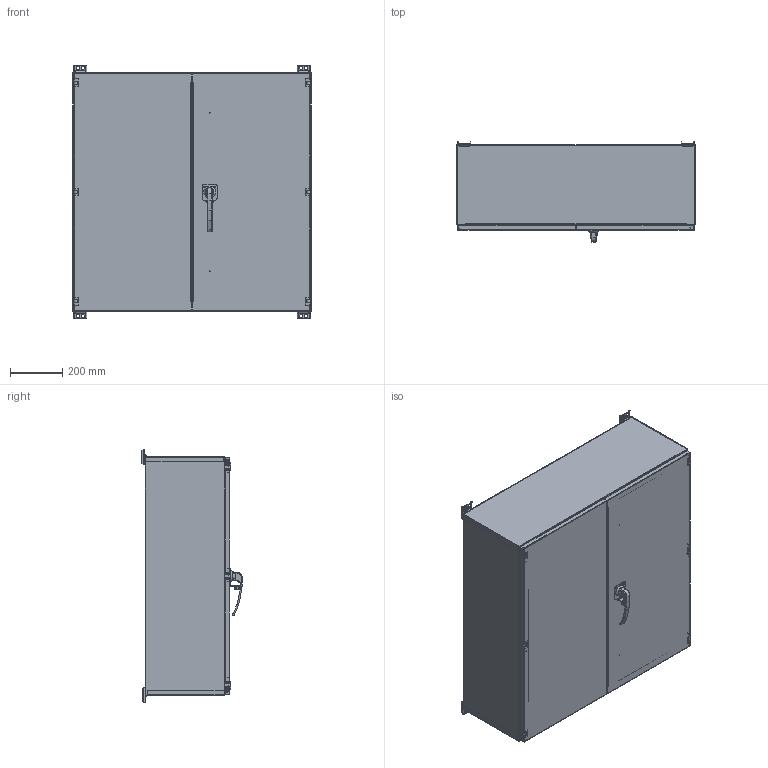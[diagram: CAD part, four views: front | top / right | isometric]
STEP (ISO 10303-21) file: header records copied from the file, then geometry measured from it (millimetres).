
FILE_DESCRIPTION( ( 'Unknown' ), '1' );
FILE_NAME( 'AMC363612.stp', 'Unknown', ( 'Unknown' ), ( 'Unknown' ), 'PSStep 16.0.42', 'Unknown', ' ' );
FILE_SCHEMA( ( 'AUTOMOTIVE_DESIGN { 1 0 10303 214 1 1 1 1 }' ) );
Length unit declared in the file: millimetre
Products named in the file (23): AHR-PARTIE-PORTE; AHR - PARTIE PORTE LUG; AHR - TIGE; AHR-PARTIE-BOITIER; AHR - PARTIE BOITIER; SET SCEW M6 x 1.000; SEAL; NOIX M6; AMC363612_PORTE GAUCHE; AMC363612-PG; AMC363612_BOITIER; AMC363612-B; AMC363612-EH; AMC363612-EB; 0.375-16 x 0.750 AC_CKL 118-510-340; PATTE R; AMC363612_PORTE DROITE; AMC363612-PD; A8K-01; A8K-02; CAME A10F ET A8F; Assem1; AMC363612-BP
Assembly tree (38 placements, depth 4):
  Assem1
    AMC363612-BP
    AMC363612_BOITIER
      AMC363612-B
      AMC363612-EH
      AMC363612-EB
      0.375-16 x 0.750 AC_CKL 118-510-340  x4
      PATTE R  x4
      AHR-PARTIE-BOITIER  x6
        AHR - PARTIE BOITIER
        SET SCEW M6 x 1.000
        SEAL
        NOIX M6
    AMC363612_PORTE GAUCHE
      AMC363612-PG
      AHR-PARTIE-PORTE  x3
        AHR - PARTIE PORTE LUG
        AHR - TIGE
    AMC363612_PORTE DROITE
      AMC363612-PD
      A8K-01
      A8K-02
      CAME A10F ET A8F
      AHR-PARTIE-PORTE  x3
        AHR - PARTIE PORTE LUG
        AHR - TIGE
Bounding box: 918.24 x 383.95 x 973.48 mm (x, y, z)
Volume: 6023573.9 mm3; surface area: 7823661.5 mm2
Topology: 53 solids, 53 shells, 2666 faces, 6319 edges, 3842 vertices
Faces by surface type: plane 1230, cylinder 724, torus 188, extrusion 168, bspline 148, cone 130, sphere 78
Full cylindrical faces by diameter (mm): 0.794 x4, 3.023 x6, 3.175 x6, 4.826 x6, 5.1 x6, 5.105 x3, 5.842 x6, 5.918 x12, 6 x6, 6.1 x18, 6.378 x3, 6.731 x6, 7.137 x6, 8.7 x6, 8.712 x2, 8.966 x4, 9 x6, 9.525 x4, 10.7 x6, 11.113 x6, 11.582 x8, 12.7 x6, 14.275 x4, 15.875 x2, 16.192 x4, 23.8 x1
Entity records: 65120 total; most frequent: CARTESIAN_POINT 22464, ORIENTED_EDGE 6638, DIRECTION 5373, EDGE_CURVE 3319, VERTEX_POINT 2197, AXIS2_PLACEMENT_3D 1804, VECTOR 1765, EDGE_LOOP 1759
